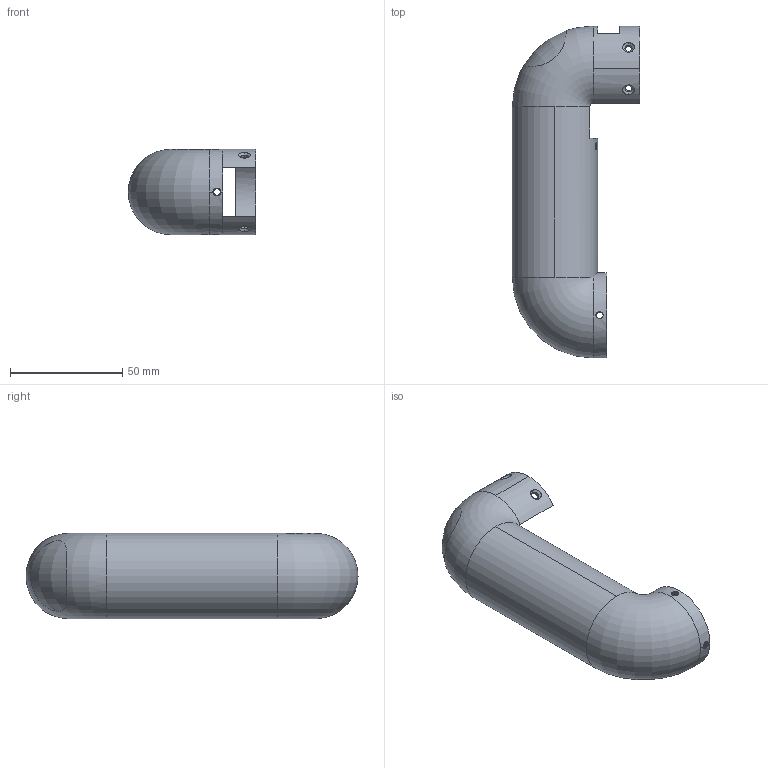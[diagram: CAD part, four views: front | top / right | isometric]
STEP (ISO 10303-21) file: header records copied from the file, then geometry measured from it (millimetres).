
FILE_DESCRIPTION (( 'STEP AP214' ), '1' );
FILE_NAME ('than_ong_mark_81.STEP', '2022-08-10T02:18:37', ( 'pc' ), ( '' ), 'SwSTEP 2.0', 'SolidWorks 2018', '' );
FILE_SCHEMA (( 'AUTOMOTIVE_DESIGN' ));
Length unit declared in the file: millimetre
Products named in the file (1): than_ong_mark_81
Bounding box: 56.8 x 148 x 38 mm (x, y, z)
Volume: 33475.4 mm3; surface area: 34854 mm2
Topology: 2 solids, 2 shells, 196 faces, 553 edges, 353 vertices
Faces by surface type: cylinder 121, plane 34, bspline 27, cone 8, torus 6
Entity records: 12422 total; most frequent: CARTESIAN_POINT 8124, ORIENTED_EDGE 1098, DIRECTION 662, EDGE_CURVE 549, VERTEX_POINT 353, AXIS2_PLACEMENT_3D 236, EDGE_LOOP 222, ADVANCED_FACE 196
